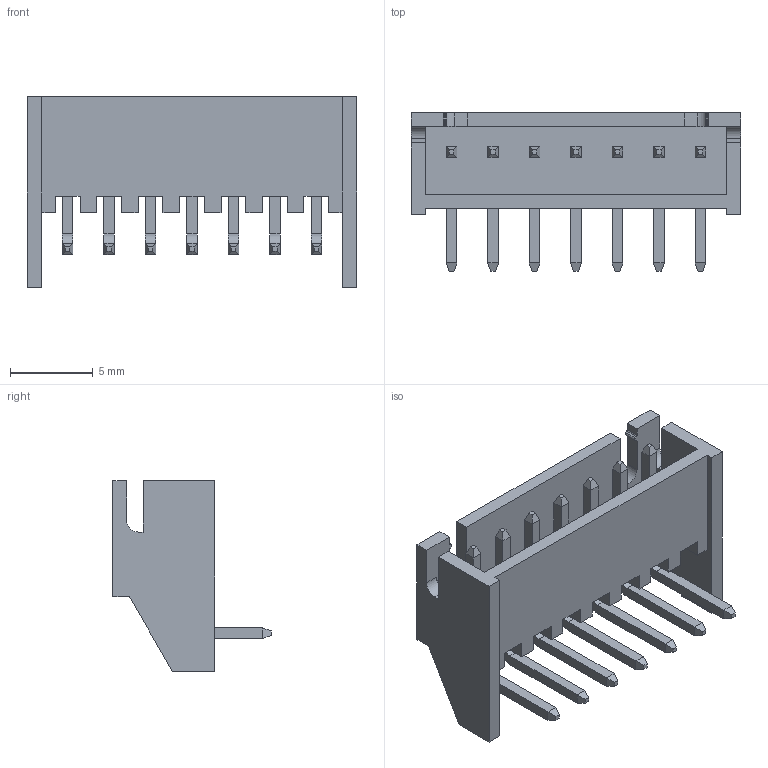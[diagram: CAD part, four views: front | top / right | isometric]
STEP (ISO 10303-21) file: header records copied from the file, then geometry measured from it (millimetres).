
FILE_DESCRIPTION (( 'STEP AP214' ), '1' );
FILE_NAME ('S7B-XH-A(LF)(SN).STEP', '2019-05-31T18:37:09', ( '' ), ( '' ), 'SwSTEP 2.0', 'SolidWorks 2017', '' );
FILE_SCHEMA (( 'AUTOMOTIVE_DESIGN' ));
Length unit declared in the file: millimetre
Products named in the file (1): S7B-XH-A(LF)(SN)
Bounding box: 19.9 x 9.55 x 11.5 mm (x, y, z)
Volume: 452.6 mm3; surface area: 1238.2 mm2
Topology: 8 solids, 8 shells, 230 faces, 586 edges, 372 vertices
Faces by surface type: plane 206, cylinder 24
Entity records: 6895 total; most frequent: CARTESIAN_POINT 1189, ORIENTED_EDGE 1172, DIRECTION 1096, EDGE_CURVE 586, LINE 538, VECTOR 538, VERTEX_POINT 372, AXIS2_PLACEMENT_3D 279
